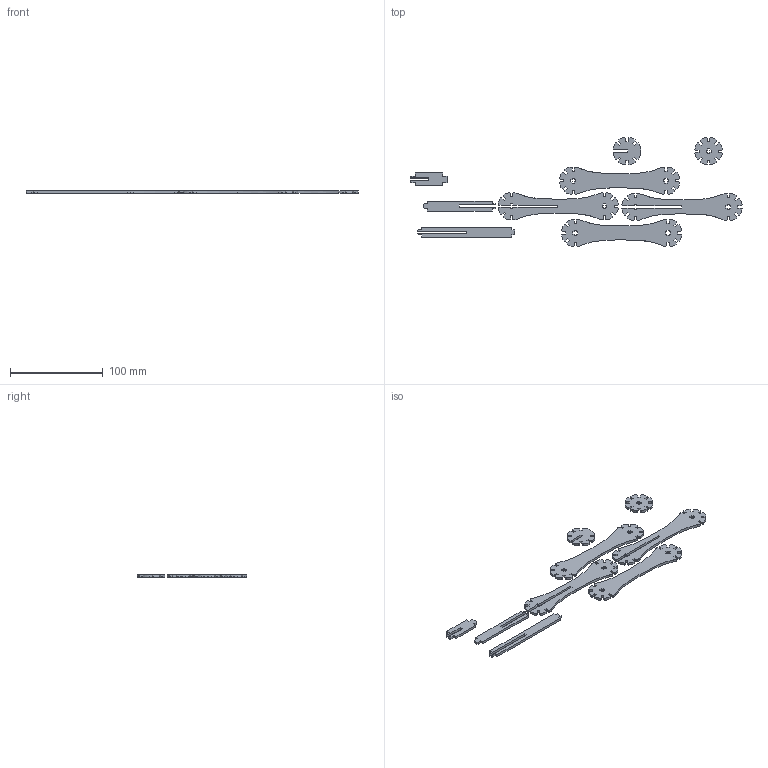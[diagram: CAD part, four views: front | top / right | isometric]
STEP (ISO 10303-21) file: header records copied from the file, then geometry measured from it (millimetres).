
FILE_DESCRIPTION(/* description */ (''),/* implementation_level */ '2;1');
FILE_NAME(/* name */ 'Parametric parts v6.step',/* time_stamp */ '2024-02-14T12:36:35+01:00',/* author */ (''),/* organization */ (''),/* preprocessor_version */ 'ST-DEVELOPER v20',/* originating_system */ 'Autodesk Translation Framework v12.20.1.177',/* authorisation */ '');
FILE_SCHEMA (('AUTOMOTIVE_DESIGN { 1 0 10303 214 3 1 1 }'));
Length unit declared in the file: millimetre
Products named in the file (1): Parametric parts
Bounding box: 358.74 x 117.96 x 2.7 mm (x, y, z)
Volume: 34867.2 mm3; surface area: 33875.5 mm2
Topology: 9 solids, 9 shells, 529 faces, 1533 edges, 1022 vertices
Faces by surface type: plane 450, cylinder 63, bspline 16
Entity records: 17658 total; most frequent: CARTESIAN_POINT 3677, ORIENTED_EDGE 3066, DIRECTION 2655, EDGE_CURVE 1533, LINE 1375, VECTOR 1375, VERTEX_POINT 1022, AXIS2_PLACEMENT_3D 640
